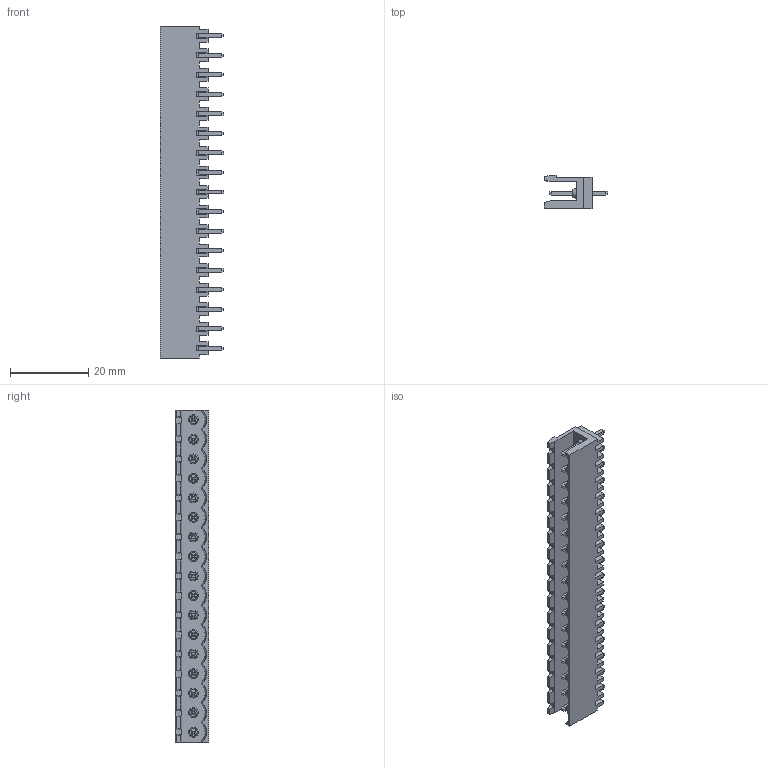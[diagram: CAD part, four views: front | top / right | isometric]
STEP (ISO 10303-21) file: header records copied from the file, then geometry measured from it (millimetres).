
FILE_DESCRIPTION(('STEP AP214'),'1');
FILE_NAME('PV17-5-V.stp','2021-03-31T15:23:33',(' '),(' '),'Spatial InterOp 3D',' ',' ');
FILE_SCHEMA(('automotive_design'));
Length unit declared in the file: metre
Products named in the file (1): 1
Bounding box: 16.2 x 8.5 x 85 mm (x, y, z)
Volume: 3665.4 mm3; surface area: 6949.1 mm2
Topology: 1 solids, 1 shells, 872 faces, 2210 edges, 1411 vertices
Faces by surface type: plane 816, cone 34, cylinder 21, extrusion 1
Entity records: 32311 total; most frequent: CARTESIAN_POINT 4563, ORIENTED_EDGE 4352, DIRECTION 3978, EDGE_CURVE 2176, VECTOR 2048, LINE 2047, VERTEX_POINT 1394, AXIS2_PLACEMENT_3D 965
